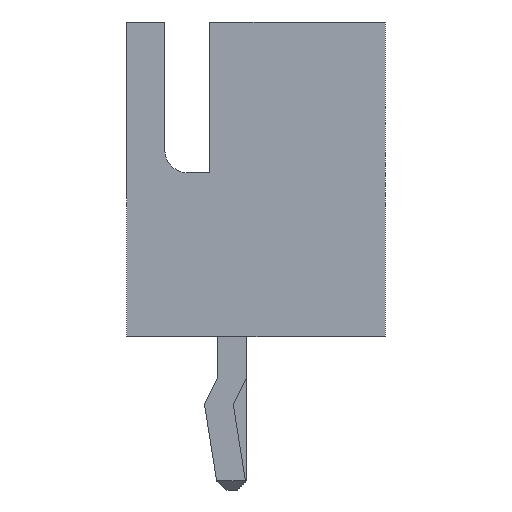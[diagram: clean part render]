
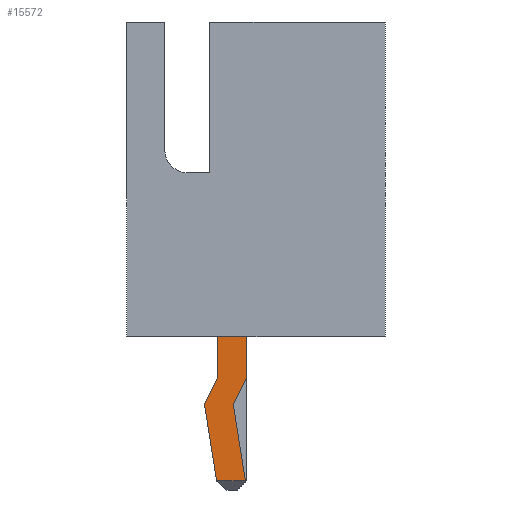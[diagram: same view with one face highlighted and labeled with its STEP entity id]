
A CAD part, left-side view. The second image highlights one B-rep face of the part: STEP entity #15572.
In plain terms, the highlighted planar face has unit normal (-1, 0, 0).
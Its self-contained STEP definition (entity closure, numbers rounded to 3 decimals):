
#5232 = PLANE('',#5233);
#5233 = AXIS2_PLACEMENT_3D('',#5234,#5235,#5236);
#5234 = CARTESIAN_POINT('',(0.75,0.5,0.3));
#5235 = DIRECTION('',(0.,0.,1.));
#5236 = DIRECTION('',(0.,-1.,0.));
#10693 = VERTEX_POINT('',#10694);
#10694 = CARTESIAN_POINT('',(-0.32,-0.32,0.3));
#10707 = PLANE('',#10708);
#10708 = AXIS2_PLACEMENT_3D('',#10709,#10710,#10711);
#10709 = CARTESIAN_POINT('',(0.32,-0.32,-0.9));
#10710 = DIRECTION('',(0.,1.,0.));
#10711 = DIRECTION('',(0.,0.,1.));
#10718 = EDGE_CURVE('',#10693,#10719,#10721,.T.);
#10719 = VERTEX_POINT('',#10720);
#10720 = CARTESIAN_POINT('',(-0.32,0.32,0.3));
#10721 = SURFACE_CURVE('',#10722,(#10726,#10732),.PCURVE_S1.);
#10722 = LINE('',#10723,#10724);
#10723 = CARTESIAN_POINT('',(-0.32,0.41,0.3));
#10724 = VECTOR('',#10725,1.);
#10725 = DIRECTION('',(0.,1.,0.));
#10726 = PCURVE('',#5232,#10727);
#10727 = DEFINITIONAL_REPRESENTATION('',(#10728),#10731);
#10728 = B_SPLINE_CURVE_WITH_KNOTS('',1,(#10729,#10730),.UNSPECIFIED.,
.F.,.F.,(2,2),(-0.824,0.19),.PIECEWISE_BEZIER_KNOTS.);
#10729 = CARTESIAN_POINT('',(0.914,-1.07));
#10730 = CARTESIAN_POINT('',(-0.1,-1.07));
#10731 = ( GEOMETRIC_REPRESENTATION_CONTEXT(2)
PARAMETRIC_REPRESENTATION_CONTEXT() REPRESENTATION_CONTEXT('2D SPACE',''
) );
#10732 = PCURVE('',#10733,#10738);
#10733 = PLANE('',#10734);
#10734 = AXIS2_PLACEMENT_3D('',#10735,#10736,#10737);
#10735 = CARTESIAN_POINT('',(-0.32,0.32,-3.4));
#10736 = DIRECTION('',(1.,0.,0.));
#10737 = DIRECTION('',(0.,0.,-1.));
#10738 = DEFINITIONAL_REPRESENTATION('',(#10739),#10742);
#10739 = B_SPLINE_CURVE_WITH_KNOTS('',1,(#10740,#10741),.UNSPECIFIED.,
.F.,.F.,(2,2),(-0.824,0.19),.PIECEWISE_BEZIER_KNOTS.);
#10740 = CARTESIAN_POINT('',(-3.7,-0.734));
#10741 = CARTESIAN_POINT('',(-3.7,0.28));
#10742 = ( GEOMETRIC_REPRESENTATION_CONTEXT(2)
PARAMETRIC_REPRESENTATION_CONTEXT() REPRESENTATION_CONTEXT('2D SPACE',''
) );
#10759 = PLANE('',#10760);
#10760 = AXIS2_PLACEMENT_3D('',#10761,#10762,#10763);
#10761 = CARTESIAN_POINT('',(0.32,0.32,6.5));
#10762 = DIRECTION('',(0.,-1.,0.));
#10763 = DIRECTION('',(0.,0.,-1.));
#15314 = VERTEX_POINT('',#15315);
#15315 = CARTESIAN_POINT('',(-0.32,-0.32,-0.9));
#15329 = PLANE('',#15330);
#15330 = AXIS2_PLACEMENT_3D('',#15331,#15332,#15333);
#15331 = CARTESIAN_POINT('',(0.32,-0.02,-1.5));
#15332 = DIRECTION('',(0.,0.894,0.447));
#15333 = DIRECTION('',(0.,-0.447,0.894));
#15341 = EDGE_CURVE('',#15314,#10693,#15342,.T.);
#15342 = SURFACE_CURVE('',#15343,(#15347,#15354),.PCURVE_S1.);
#15343 = LINE('',#15344,#15345);
#15344 = CARTESIAN_POINT('',(-0.32,-0.32,-0.9));
#15345 = VECTOR('',#15346,1.);
#15346 = DIRECTION('',(0.,0.,1.));
#15347 = PCURVE('',#10707,#15348);
#15348 = DEFINITIONAL_REPRESENTATION('',(#15349),#15353);
#15349 = LINE('',#15350,#15351);
#15350 = CARTESIAN_POINT('',(0.,-0.64));
#15351 = VECTOR('',#15352,1.);
#15352 = DIRECTION('',(1.,0.));
#15353 = ( GEOMETRIC_REPRESENTATION_CONTEXT(2)
PARAMETRIC_REPRESENTATION_CONTEXT() REPRESENTATION_CONTEXT('2D SPACE',''
) );
#15354 = PCURVE('',#10733,#15355);
#15355 = DEFINITIONAL_REPRESENTATION('',(#15356),#15360);
#15356 = LINE('',#15357,#15358);
#15357 = CARTESIAN_POINT('',(-2.5,-0.64));
#15358 = VECTOR('',#15359,1.);
#15359 = DIRECTION('',(-1.,0.));
#15360 = ( GEOMETRIC_REPRESENTATION_CONTEXT(2)
PARAMETRIC_REPRESENTATION_CONTEXT() REPRESENTATION_CONTEXT('2D SPACE',''
) );
#15384 = PLANE('',#15385);
#15385 = AXIS2_PLACEMENT_3D('',#15386,#15387,#15388);
#15386 = CARTESIAN_POINT('',(0.32,-0.32,-3.4));
#15387 = DIRECTION('',(0.,0.988,
-0.156));
#15388 = DIRECTION('',(0.,0.156,0.988
));
#15440 = PLANE('',#15441);
#15441 = AXIS2_PLACEMENT_3D('',#15442,#15443,#15444);
#15442 = CARTESIAN_POINT('',(0.32,0.62,-1.5));
#15443 = DIRECTION('',(0.,-0.988,
0.156));
#15444 = DIRECTION('',(0.,-0.156,
-0.988));
#15468 = PLANE('',#15469);
#15469 = AXIS2_PLACEMENT_3D('',#15470,#15471,#15472);
#15470 = CARTESIAN_POINT('',(0.32,0.32,-0.9));
#15471 = DIRECTION('',(0.,-0.894,-0.447)
);
#15472 = DIRECTION('',(0.,0.447,-0.894));
#15529 = EDGE_CURVE('',#10719,#15530,#15532,.T.);
#15530 = VERTEX_POINT('',#15531);
#15531 = CARTESIAN_POINT('',(-0.32,0.32,-0.9));
#15532 = SURFACE_CURVE('',#15533,(#15537,#15544),.PCURVE_S1.);
#15533 = LINE('',#15534,#15535);
#15534 = CARTESIAN_POINT('',(-0.32,0.32,6.5));
#15535 = VECTOR('',#15536,1.);
#15536 = DIRECTION('',(0.,0.,-1.));
#15537 = PCURVE('',#10759,#15538);
#15538 = DEFINITIONAL_REPRESENTATION('',(#15539),#15543);
#15539 = LINE('',#15540,#15541);
#15540 = CARTESIAN_POINT('',(0.,-0.64));
#15541 = VECTOR('',#15542,1.);
#15542 = DIRECTION('',(1.,0.));
#15543 = ( GEOMETRIC_REPRESENTATION_CONTEXT(2)
PARAMETRIC_REPRESENTATION_CONTEXT() REPRESENTATION_CONTEXT('2D SPACE',''
) );
#15544 = PCURVE('',#10733,#15545);
#15545 = DEFINITIONAL_REPRESENTATION('',(#15546),#15550);
#15546 = LINE('',#15547,#15548);
#15547 = CARTESIAN_POINT('',(-9.9,0.));
#15548 = VECTOR('',#15549,1.);
#15549 = DIRECTION('',(1.,0.));
#15550 = ( GEOMETRIC_REPRESENTATION_CONTEXT(2)
PARAMETRIC_REPRESENTATION_CONTEXT() REPRESENTATION_CONTEXT('2D SPACE',''
) );
#15572 = ADVANCED_FACE('',(#15573),#10733,.F.);
#15573 = FACE_BOUND('',#15574,.F.);
#15574 = EDGE_LOOP('',(#15575,#15600,#15628,#15651,#15672,#15673,#15674,
#15675));
#15575 = ORIENTED_EDGE('',*,*,#15576,.F.);
#15576 = EDGE_CURVE('',#15577,#15579,#15581,.T.);
#15577 = VERTEX_POINT('',#15578);
#15578 = CARTESIAN_POINT('',(-0.32,-0.288,-3.2));
#15579 = VERTEX_POINT('',#15580);
#15580 = CARTESIAN_POINT('',(-0.32,-0.02,-1.5));
#15581 = SURFACE_CURVE('',#15582,(#15586,#15593),.PCURVE_S1.);
#15582 = LINE('',#15583,#15584);
#15583 = CARTESIAN_POINT('',(-0.32,-0.32,-3.4));
#15584 = VECTOR('',#15585,1.);
#15585 = DIRECTION('',(0.,0.156,0.988
));
#15586 = PCURVE('',#10733,#15587);
#15587 = DEFINITIONAL_REPRESENTATION('',(#15588),#15592);
#15588 = LINE('',#15589,#15590);
#15589 = CARTESIAN_POINT('',(0.,-0.64));
#15590 = VECTOR('',#15591,1.);
#15591 = DIRECTION('',(-0.988,0.156));
#15592 = ( GEOMETRIC_REPRESENTATION_CONTEXT(2)
PARAMETRIC_REPRESENTATION_CONTEXT() REPRESENTATION_CONTEXT('2D SPACE',''
) );
#15593 = PCURVE('',#15384,#15594);
#15594 = DEFINITIONAL_REPRESENTATION('',(#15595),#15599);
#15595 = LINE('',#15596,#15597);
#15596 = CARTESIAN_POINT('',(0.,-0.64));
#15597 = VECTOR('',#15598,1.);
#15598 = DIRECTION('',(1.,0.));
#15599 = ( GEOMETRIC_REPRESENTATION_CONTEXT(2)
PARAMETRIC_REPRESENTATION_CONTEXT() REPRESENTATION_CONTEXT('2D SPACE',''
) );
#15600 = ORIENTED_EDGE('',*,*,#15601,.F.);
#15601 = EDGE_CURVE('',#15602,#15577,#15604,.T.);
#15602 = VERTEX_POINT('',#15603);
#15603 = CARTESIAN_POINT('',(-0.32,0.352,-3.2));
#15604 = SURFACE_CURVE('',#15605,(#15609,#15616),.PCURVE_S1.);
#15605 = LINE('',#15606,#15607);
#15606 = CARTESIAN_POINT('',(-0.32,0.32,-3.2));
#15607 = VECTOR('',#15608,1.);
#15608 = DIRECTION('',(0.,-1.,0.));
#15609 = PCURVE('',#10733,#15610);
#15610 = DEFINITIONAL_REPRESENTATION('',(#15611),#15615);
#15611 = LINE('',#15612,#15613);
#15612 = CARTESIAN_POINT('',(-0.2,0.));
#15613 = VECTOR('',#15614,1.);
#15614 = DIRECTION('',(0.,-1.));
#15615 = ( GEOMETRIC_REPRESENTATION_CONTEXT(2)
PARAMETRIC_REPRESENTATION_CONTEXT() REPRESENTATION_CONTEXT('2D SPACE',''
) );
#15616 = PCURVE('',#15617,#15622);
#15617 = PLANE('',#15618);
#15618 = AXIS2_PLACEMENT_3D('',#15619,#15620,#15621);
#15619 = CARTESIAN_POINT('',(-0.22,0.32,-3.3));
#15620 = DIRECTION('',(-0.707,0.,
-0.707));
#15621 = DIRECTION('',(0.,-1.,0.));
#15622 = DEFINITIONAL_REPRESENTATION('',(#15623),#15627);
#15623 = LINE('',#15624,#15625);
#15624 = CARTESIAN_POINT('',(0.,0.141));
#15625 = VECTOR('',#15626,1.);
#15626 = DIRECTION('',(1.,0.));
#15627 = ( GEOMETRIC_REPRESENTATION_CONTEXT(2)
PARAMETRIC_REPRESENTATION_CONTEXT() REPRESENTATION_CONTEXT('2D SPACE',''
) );
#15628 = ORIENTED_EDGE('',*,*,#15629,.F.);
#15629 = EDGE_CURVE('',#15630,#15602,#15632,.T.);
#15630 = VERTEX_POINT('',#15631);
#15631 = CARTESIAN_POINT('',(-0.32,0.62,-1.5));
#15632 = SURFACE_CURVE('',#15633,(#15637,#15644),.PCURVE_S1.);
#15633 = LINE('',#15634,#15635);
#15634 = CARTESIAN_POINT('',(-0.32,0.62,-1.5));
#15635 = VECTOR('',#15636,1.);
#15636 = DIRECTION('',(0.,-0.156,
-0.988));
#15637 = PCURVE('',#10733,#15638);
#15638 = DEFINITIONAL_REPRESENTATION('',(#15639),#15643);
#15639 = LINE('',#15640,#15641);
#15640 = CARTESIAN_POINT('',(-1.9,0.3));
#15641 = VECTOR('',#15642,1.);
#15642 = DIRECTION('',(0.988,-0.156));
#15643 = ( GEOMETRIC_REPRESENTATION_CONTEXT(2)
PARAMETRIC_REPRESENTATION_CONTEXT() REPRESENTATION_CONTEXT('2D SPACE',''
) );
#15644 = PCURVE('',#15440,#15645);
#15645 = DEFINITIONAL_REPRESENTATION('',(#15646),#15650);
#15646 = LINE('',#15647,#15648);
#15647 = CARTESIAN_POINT('',(0.,-0.64));
#15648 = VECTOR('',#15649,1.);
#15649 = DIRECTION('',(1.,0.));
#15650 = ( GEOMETRIC_REPRESENTATION_CONTEXT(2)
PARAMETRIC_REPRESENTATION_CONTEXT() REPRESENTATION_CONTEXT('2D SPACE',''
) );
#15651 = ORIENTED_EDGE('',*,*,#15652,.F.);
#15652 = EDGE_CURVE('',#15530,#15630,#15653,.T.);
#15653 = SURFACE_CURVE('',#15654,(#15658,#15665),.PCURVE_S1.);
#15654 = LINE('',#15655,#15656);
#15655 = CARTESIAN_POINT('',(-0.32,0.32,-0.9));
#15656 = VECTOR('',#15657,1.);
#15657 = DIRECTION('',(0.,0.447,-0.894));
#15658 = PCURVE('',#10733,#15659);
#15659 = DEFINITIONAL_REPRESENTATION('',(#15660),#15664);
#15660 = LINE('',#15661,#15662);
#15661 = CARTESIAN_POINT('',(-2.5,0.));
#15662 = VECTOR('',#15663,1.);
#15663 = DIRECTION('',(0.894,0.447));
#15664 = ( GEOMETRIC_REPRESENTATION_CONTEXT(2)
PARAMETRIC_REPRESENTATION_CONTEXT() REPRESENTATION_CONTEXT('2D SPACE',''
) );
#15665 = PCURVE('',#15468,#15666);
#15666 = DEFINITIONAL_REPRESENTATION('',(#15667),#15671);
#15667 = LINE('',#15668,#15669);
#15668 = CARTESIAN_POINT('',(0.,-0.64));
#15669 = VECTOR('',#15670,1.);
#15670 = DIRECTION('',(1.,0.));
#15671 = ( GEOMETRIC_REPRESENTATION_CONTEXT(2)
PARAMETRIC_REPRESENTATION_CONTEXT() REPRESENTATION_CONTEXT('2D SPACE',''
) );
#15672 = ORIENTED_EDGE('',*,*,#15529,.F.);
#15673 = ORIENTED_EDGE('',*,*,#10718,.F.);
#15674 = ORIENTED_EDGE('',*,*,#15341,.F.);
#15675 = ORIENTED_EDGE('',*,*,#15676,.F.);
#15676 = EDGE_CURVE('',#15579,#15314,#15677,.T.);
#15677 = SURFACE_CURVE('',#15678,(#15682,#15689),.PCURVE_S1.);
#15678 = LINE('',#15679,#15680);
#15679 = CARTESIAN_POINT('',(-0.32,-0.02,-1.5));
#15680 = VECTOR('',#15681,1.);
#15681 = DIRECTION('',(0.,-0.447,0.894));
#15682 = PCURVE('',#10733,#15683);
#15683 = DEFINITIONAL_REPRESENTATION('',(#15684),#15688);
#15684 = LINE('',#15685,#15686);
#15685 = CARTESIAN_POINT('',(-1.9,-0.34));
#15686 = VECTOR('',#15687,1.);
#15687 = DIRECTION('',(-0.894,-0.447));
#15688 = ( GEOMETRIC_REPRESENTATION_CONTEXT(2)
PARAMETRIC_REPRESENTATION_CONTEXT() REPRESENTATION_CONTEXT('2D SPACE',''
) );
#15689 = PCURVE('',#15329,#15690);
#15690 = DEFINITIONAL_REPRESENTATION('',(#15691),#15695);
#15691 = LINE('',#15692,#15693);
#15692 = CARTESIAN_POINT('',(0.,-0.64));
#15693 = VECTOR('',#15694,1.);
#15694 = DIRECTION('',(1.,0.));
#15695 = ( GEOMETRIC_REPRESENTATION_CONTEXT(2)
PARAMETRIC_REPRESENTATION_CONTEXT() REPRESENTATION_CONTEXT('2D SPACE',''
) );
